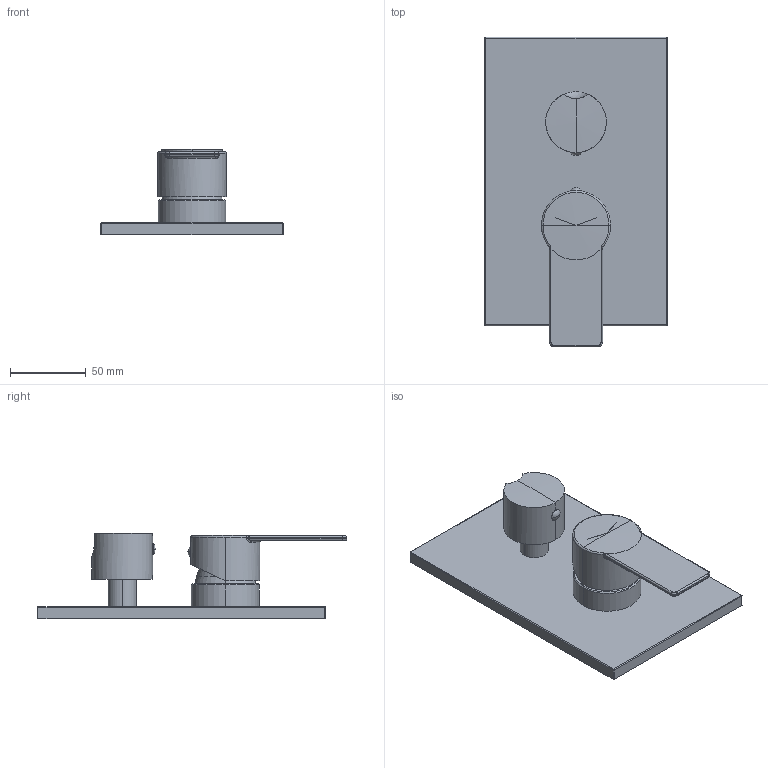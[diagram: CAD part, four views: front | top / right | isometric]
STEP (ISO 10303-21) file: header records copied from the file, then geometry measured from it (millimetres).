
FILE_DESCRIPTION((''),'2;1');
FILE_NAME('TA018CR','2021-01-18T10:05:21',('ut3'),('PAFFONI SpA'),'CREO PARAMETRIC BY PTC INC, 2020044','CREO PARAMETRIC BY PTC INC, 2020044','');
FILE_SCHEMA(('CONFIG_CONTROL_DESIGN','SHAPE_APPEARANCE_LAYERS_GROUPS'));
Length unit declared in the file: millimetre
Products named in the file (1): TA018CR
Bounding box: 120 x 204 x 56.25 mm (x, y, z)
Volume: 239123.2 mm3; surface area: 84717.7 mm2
Topology: 3 solids, 3 shells, 232 faces, 556 edges, 330 vertices
Faces by surface type: cylinder 90, plane 70, cone 37, bspline 15, torus 11, sphere 9
Entity records: 9748 total; most frequent: CARTESIAN_POINT 2770, DIRECTION 1116, ORIENTED_EDGE 1096, EDGE_CURVE 548, AXIS2_PLACEMENT_3D 438, VERTEX_POINT 330, EDGE_LOOP 258, VECTOR 240
